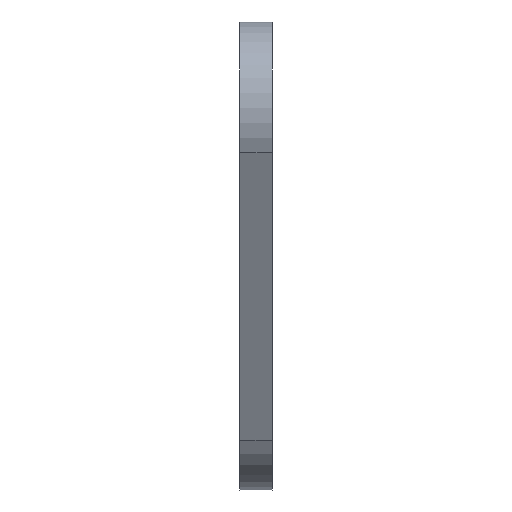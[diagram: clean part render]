
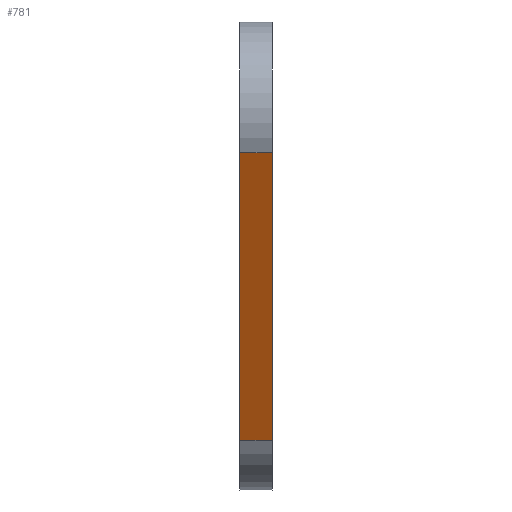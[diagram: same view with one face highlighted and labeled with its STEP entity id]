
A CAD part, left-side view. The second image highlights one B-rep face of the part: STEP entity #781.
In plain terms, the highlighted planar face has unit normal (-0.894, 0, -0.447).
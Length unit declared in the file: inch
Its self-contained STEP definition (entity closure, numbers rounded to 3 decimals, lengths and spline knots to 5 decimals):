
#179 = CARTESIAN_POINT ( 'NONE',  ( -1.74348, -0.25, -1.01305 ) ) ;
#252 = DIRECTION ( 'NONE',  ( 0., -1., 0. ) ) ;
#265 = CARTESIAN_POINT ( 'NONE',  ( -0.6261, -0.25, -3.2478 ) ) ;
#273 = DIRECTION ( 'NONE',  ( 0., 1., 0. ) ) ;
#284 = FACE_OUTER_BOUND ( 'NONE', #978, .T. ) ;
#322 = AXIS2_PLACEMENT_3D ( 'NONE', #619, #627, #465 ) ;
#392 = PLANE ( 'NONE',  #322 ) ;
#405 = ORIENTED_EDGE ( 'NONE', *, *, #425, .T. ) ;
#424 = ORIENTED_EDGE ( 'NONE', *, *, #1013, .F. ) ;
#425 = EDGE_CURVE ( 'NONE', #1095, #441, #426, .T. ) ;
#426 = LINE ( 'NONE', #673, #618 ) ;
#428 = EDGE_CURVE ( 'NONE', #441, #687, #789, .T. ) ;
#441 = VERTEX_POINT ( 'NONE', #265 ) ;
#453 = CARTESIAN_POINT ( 'NONE',  ( -1.74348, -0.25, -1.01305 ) ) ;
#465 = DIRECTION ( 'NONE',  ( -0.447, 0., 0.894 ) ) ;
#497 = VECTOR ( 'NONE', #764, 39.37008 ) ;
#509 = VECTOR ( 'NONE', #273, 39.37008 ) ;
#517 = CARTESIAN_POINT ( 'NONE',  ( -1.74348, 0., -1.01305 ) ) ;
#529 = EDGE_CURVE ( 'NONE', #687, #536, #975, .T. ) ;
#536 = VERTEX_POINT ( 'NONE', #517 ) ;
#544 = CARTESIAN_POINT ( 'NONE',  ( -0.6261, 0., -3.2478 ) ) ;
#578 = CARTESIAN_POINT ( 'NONE',  ( -2.25, 0., 0. ) ) ;
#582 = ORIENTED_EDGE ( 'NONE', *, *, #428, .T. ) ;
#611 = ORIENTED_EDGE ( 'NONE', *, *, #529, .T. ) ;
#618 = VECTOR ( 'NONE', #252, 39.37008 ) ;
#619 = CARTESIAN_POINT ( 'NONE',  ( -2.25, -0.25, 0. ) ) ;
#627 = DIRECTION ( 'NONE',  ( -0.894, 0., -0.447 ) ) ;
#673 = CARTESIAN_POINT ( 'NONE',  ( -0.6261, -0.25, -3.2478 ) ) ;
#674 = CARTESIAN_POINT ( 'NONE',  ( -2.25, -0.25, 0. ) ) ;
#687 = VERTEX_POINT ( 'NONE', #453 ) ;
#764 = DIRECTION ( 'NONE',  ( -0.447, 0., 0.894 ) ) ;
#781 = ADVANCED_FACE ( 'NONE', ( #284 ), #392, .T. ) ;
#789 = LINE ( 'NONE', #674, #497 ) ;
#874 = LINE ( 'NONE', #578, #998 ) ;
#907 = DIRECTION ( 'NONE',  ( -0.447, 0., 0.894 ) ) ;
#975 = LINE ( 'NONE', #179, #509 ) ;
#978 = EDGE_LOOP ( 'NONE', ( #424, #405, #582, #611 ) ) ;
#998 = VECTOR ( 'NONE', #907, 39.37008 ) ;
#1013 = EDGE_CURVE ( 'NONE', #1095, #536, #874, .T. ) ;
#1095 = VERTEX_POINT ( 'NONE', #544 ) ;
